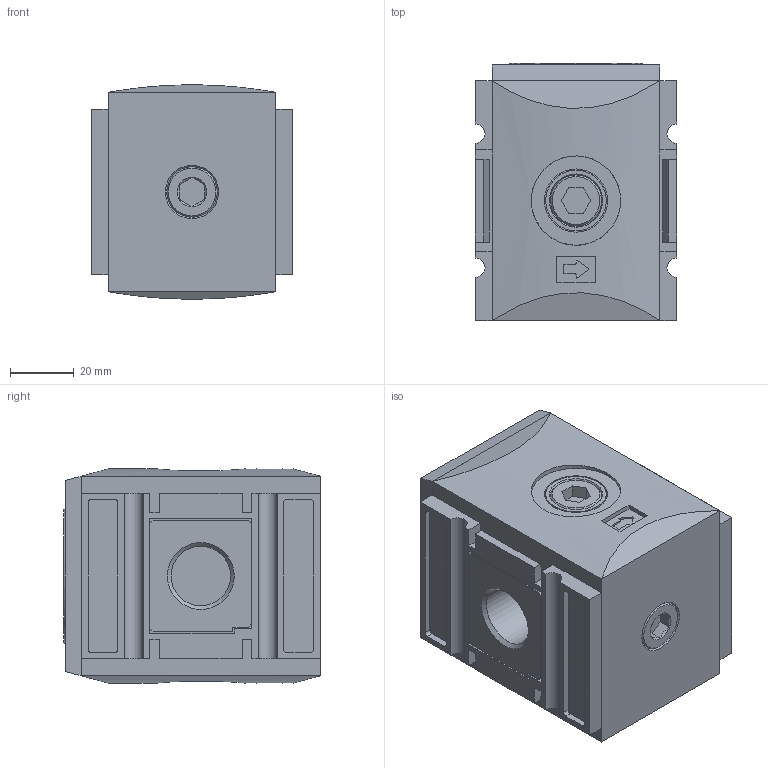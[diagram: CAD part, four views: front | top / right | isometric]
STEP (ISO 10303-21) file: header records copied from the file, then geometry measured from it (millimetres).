
FILE_DESCRIPTION( ( 'STEP AP203' ), ' ' );
FILE_NAME( '94042.EE00.stp', '2017-03-08T12:13:24', ( '' ), ( '' ), ' ', 'PARTsolutions', ' ' );
FILE_SCHEMA( ( 'CONFIG_CONTROL_DESIGN' ) );
Length unit declared in the file: millimetre
Products named in the file (2): 94042.EE00; _FU 944G 1/2001-1
Assembly tree (1 placements, depth 2):
  94042.EE00
    _FU 944G 1/2001-1
Bounding box: 63 x 80.5 x 67.13 mm (x, y, z)
Volume: 294640.7 mm3; surface area: 35343.3 mm2
Topology: 1 solids, 1 shells, 270 faces, 648 edges, 419 vertices
Faces by surface type: plane 191, cylinder 50, cone 28, torus 1
Full cylindrical faces by diameter (mm): 4.134 x2, 5.5 x2, 18.631 x2, 19 x2, 19.8 x2, 28 x2
Entity records: 7957 total; most frequent: CARTESIAN_POINT 1624, DIRECTION 1284, ORIENTED_EDGE 1232, EDGE_CURVE 616, LINE 464, VECTOR 464, VERTEX_POINT 416, AXIS2_PLACEMENT_3D 410
